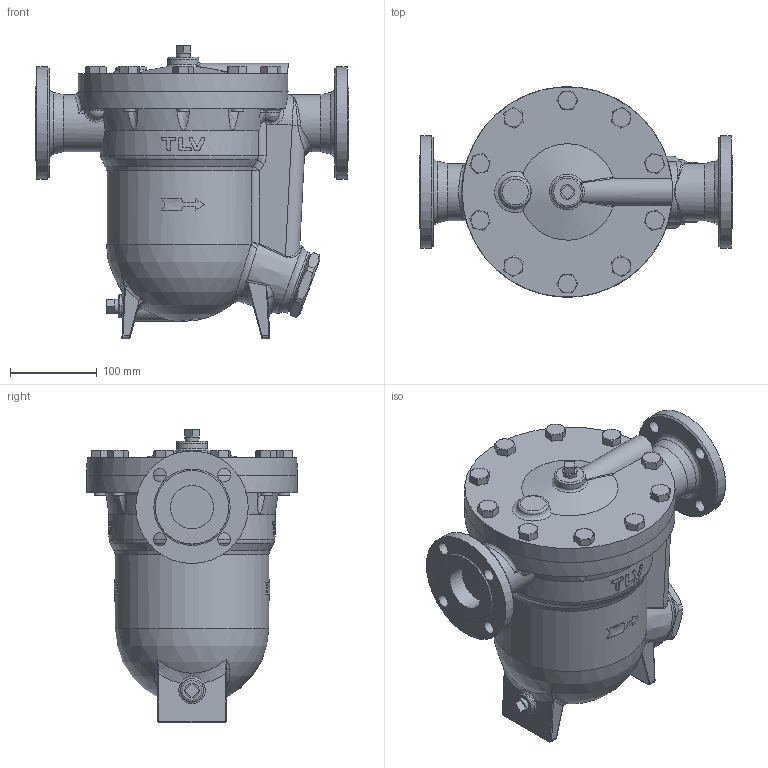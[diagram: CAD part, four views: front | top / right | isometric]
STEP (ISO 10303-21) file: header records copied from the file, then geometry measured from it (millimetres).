
FILE_DESCRIPTION((''),'2;1');
FILE_NAME('j72x0-050-jis05-00.stp','2010-06-03T15:19:51',('nakaot'),(''),'Autodesk Inventor 2008','Autodesk Inventor 2008','');
FILE_SCHEMA(('AUTOMOTIVE_DESIGN { 1 0 10303 214 1 1 1 1 }'));
Length unit declared in the file: millimetre
Products named in the file (1): j72x0-050-jis05-00
Bounding box: 362 x 242.94 x 339.1 mm (x, y, z)
Volume: 9283560.7 mm3; surface area: 438685 mm2
Topology: 5 solids, 5 shells, 502 faces, 1214 edges, 755 vertices
Faces by surface type: plane 197, bspline 114, cylinder 99, cone 82, torus 6, sphere 4
Full cylindrical faces by diameter (mm): 11.835 x2, 14 x16, 26.681 x1, 36 x1, 50 x2, 66 x2, 75 x1, 130 x2, 243 x1
Entity records: 25567 total; most frequent: CARTESIAN_POINT 15209, ORIENTED_EDGE 2196, DIRECTION 1948, EDGE_CURVE 1098, AXIS2_PLACEMENT_3D 820, VERTEX_POINT 716, EDGE_LOOP 648, FACE_OUTER_BOUND 502
